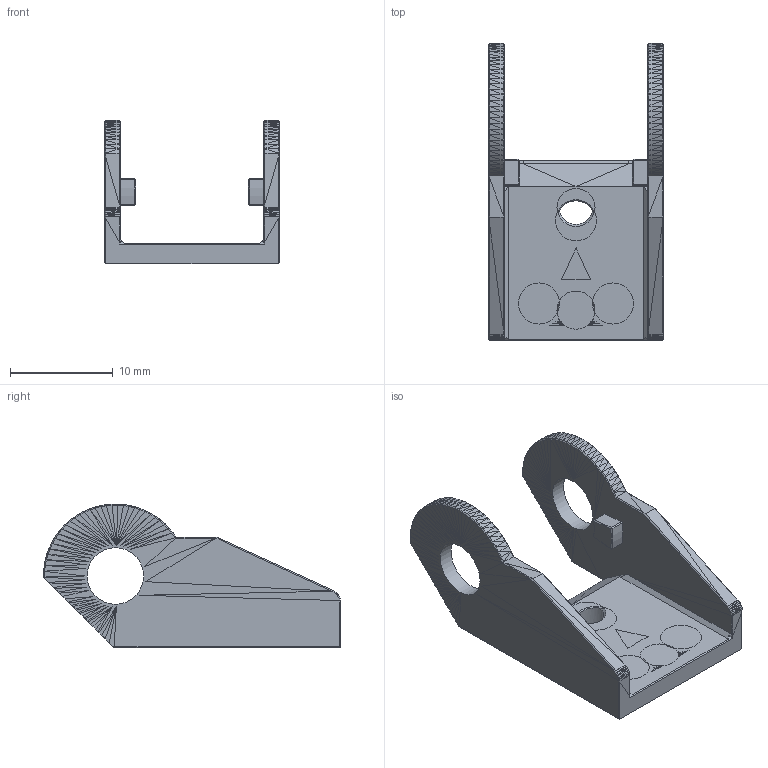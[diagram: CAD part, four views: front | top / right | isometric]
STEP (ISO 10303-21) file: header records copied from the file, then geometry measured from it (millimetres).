
FILE_DESCRIPTION(/* description */ (''),/* implementation_level */ '2;1');
FILE_NAME(/* name */ 'EndCapCableChain.step',/* time_stamp */ '2021-09-16T10:24:23+01:00',/* author */ (''),/* organization */ (''),/* preprocessor_version */ 'ST-DEVELOPER v18.1',/* originating_system */ 'Autodesk Translation Framework v10.10.0.1391',/* authorisation */ '');
FILE_SCHEMA (('AUTOMOTIVE_DESIGN { 1 0 10303 214 3 1 1 }'));
Products named in the file (1): 10x11-chain-endcap2_support
Bounding box: 17 x 28.91 x 13.99 mm (x, y, z)
Volume: 1212.1 mm3; surface area: 3524.8 mm2
Topology: 1 solids, 2 shells, 2322 faces, 5889 edges, 3578 vertices
Faces by surface type: plane 2232, cone 37, bspline 36, cylinder 17
Full cylindrical faces by diameter (mm): 3.3 x2, 3.8 x3, 5.5 x4
Entity records: 69651 total; most frequent: CARTESIAN_POINT 13218, ORIENTED_EDGE 12170, DIRECTION 10690, EDGE_CURVE 6085, LINE 5758, VECTOR 5758, VERTEX_POINT 3786, AXIS2_PLACEMENT_3D 2466
